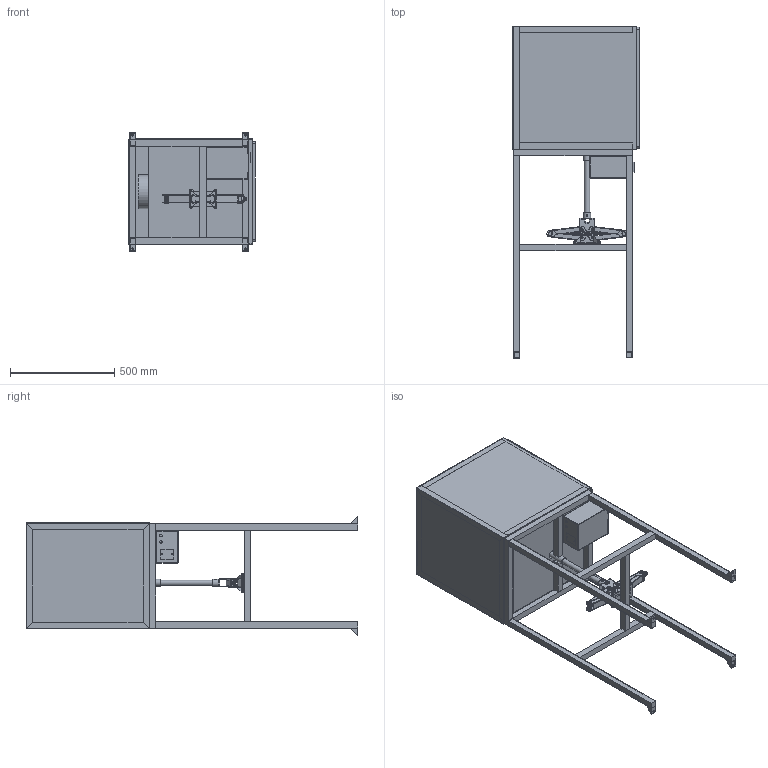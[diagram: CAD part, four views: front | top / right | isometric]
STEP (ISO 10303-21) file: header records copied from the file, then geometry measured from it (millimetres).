
FILE_DESCRIPTION(/* description */ (''),/* implementation_level */ '2;1');
FILE_NAME(/* name */ 'Compression V2.0 CAD.step',/* time_stamp */ '2016-02-28T18:48:34+01:00',/* author */ (''),/* organization */ (''),/* preprocessor_version */ 'ST-DEVELOPER v16.2',/* originating_system */ 'Autodesk Translation Framework v4.3.0.3010',/* authorisation */ '');
FILE_SCHEMA (('AUTOMOTIVE_DESIGN { 1 0 10303 214 3 1 1 }'));
Products named in the file (57): 00_compression Stripped 3D model v1; Oven; Ovenblok; Heater; ovendeur; Cover; Sheet 1mm (1); Sheet 1mm; Sheet 1mm (2); Angle 30x30x3 (1); Angle 30x30x3 (2); Angle 30x30x3); Frame; Tube 30x30x3 (6); Tube 30x30x3 (5); Tube (1); Tube 30x30x3 ; Tube 30x30x3 (1); Sheet 3mm; Tube 30x30x3; Tube 30x30x3 (7); Tube 30x30x3 (3); Tube 30x30x3 (2); Car Jack; Scissors Jack Assem v1; Base; Lower Rivet; Lower Left Arm; Lower Right Arm; Lift Plate; Upper Left Arm; Upper Right Arm; Upper Rivet; Jack Screw Assem; Jack Screw; Screw Clearance Washer; Screw Clearance Rivet; Nut; PressTable; Rod 25 ...
Assembly tree (83 placements, depth 5):
  00_compression Stripped 3D model v1
    Oven
      Ovenblok
      Heater
      ovendeur
    Cover
      Angle 30x30x3 (1)  x4
      Angle 30x30x3 (2)  x2
      Angle 30x30x3)  x2
      Sheet 1mm (1)  x2
      Sheet 1mm
      Sheet 1mm (2)
    Frame
      Tube 30x30x3 (6)
      Tube 30x30x3 (5)  x2
      Tube 30x30x3 (7)  x4
      Tube (1)
      Tube 30x30x3 
      Tube 30x30x3 (1)
      Sheet 3mm
      Tube 30x30x3  x4
      Tube 30x30x3 (2)  x2
      Tube 30x30x3 (3)  x2
    Car Jack
      Scissors Jack Assem v1
        Base
        Lower Rivet  x2
        Lower Left Arm
        Lower Right Arm
        Lift Plate
        Upper Left Arm
        Upper Right Arm
        Upper Rivet  x2
        Jack Screw Assem
          Jack Screw
          Screw Clearance Washer
          Screw Clearance Rivet
        Nut
    PressTable
      Rod 25
      Sheet 3mm (1)
      Angle 30x30x3  x4
      Flat 30x4  x4
      Tube 34x4
    Press Top
      Sheet 3mm (2)
    Elec.Box
      Components
        Rex
        Relais
      #44837
        Cover (1)
        bracket  x4
        Rear
        Side (2)
        Bottom
        Side
        Top
Bounding box: 606.06 x 1591.32 x 569.24 mm (x, y, z)
Volume: 59999828.5 mm3; surface area: 8252421.2 mm2
Topology: 74 solids, 74 shells, 1337 faces, 3256 edges, 2089 vertices
Faces by surface type: plane 716, cylinder 478, torus 55, bspline 47, sphere 32, cone 9
Full cylindrical faces by diameter (mm): 4 x2, 5 x2, 6 x4, 6.223 x4, 6.35 x21, 7 x3, 8 x4, 8.5 x3, 9.525 x2, 10 x8, 11.938 x4, 12 x3, 12.7 x114, 13.097 x2, 19.05 x5, 20.955 x1, 25 x1, 26 x2, 34 x2, 40 x1, 163.988 x1
Entity records: 44905 total; most frequent: CARTESIAN_POINT 19977, DIRECTION 5220, ORIENTED_EDGE 4684, EDGE_CURVE 2342, AXIS2_PLACEMENT_3D 1898, VERTEX_POINT 1536, LINE 1424, VECTOR 1424
